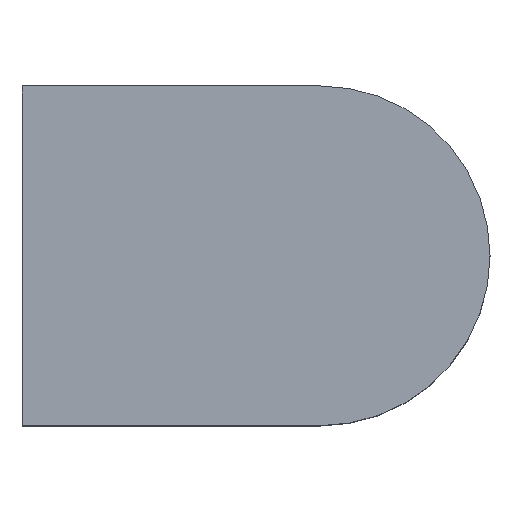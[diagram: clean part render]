
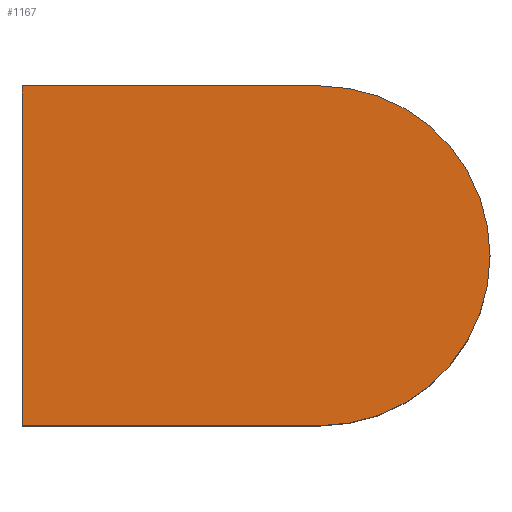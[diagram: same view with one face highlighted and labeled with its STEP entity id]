
A CAD part, top view. The second image highlights one B-rep face of the part: STEP entity #1167.
In plain terms, the highlighted face is planar.
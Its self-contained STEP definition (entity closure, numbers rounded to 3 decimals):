
#1167=ADVANCED_FACE('',(#3100),#3102,.F.);
#3100=FACE_BOUND('',#3101,.T.);
#3101=EDGE_LOOP('',(#5014,#5015,#5016,#5017));
#3102=PLANE('',#3103);
#3103=AXIS2_PLACEMENT_3D('',#3104,#3105,#3106);
#3104=CARTESIAN_POINT('',(0.,0.,0.));
#3105=DIRECTION('',(-0.,1.,0.));
#3106=DIRECTION('',(1.,0.,0.));
#5014=ORIENTED_EDGE('',*,*,#5901,.F.);
#5015=ORIENTED_EDGE('',*,*,#5902,.F.);
#5016=ORIENTED_EDGE('',*,*,#5832,.F.);
#5017=ORIENTED_EDGE('',*,*,#5900,.F.);
#5832=EDGE_CURVE('',#6507,#6509,#6510,.T.);
#5900=EDGE_CURVE('',#6633,#6507,#6635,.T.);
#5901=EDGE_CURVE('',#6636,#6633,#6637,.T.);
#5902=EDGE_CURVE('',#6509,#6636,#6638,.T.);
#6507=VERTEX_POINT('',#7839);
#6509=VERTEX_POINT('',#7843);
#6510=LINE('',#7844,#7845);
#6633=VERTEX_POINT('',#8129);
#6635=LINE('',#8133,#8134);
#6636=VERTEX_POINT('',#8136);
#6637=CIRCLE('',#8137,22.5);
#6638=LINE('',#8141,#8142);
#7839=CARTESIAN_POINT('',(0.,0.,-22.5));
#7843=CARTESIAN_POINT('',(0.,0.,22.5));
#7844=CARTESIAN_POINT('',(0.,0.,-22.5));
#7845=VECTOR('',#7846,1.);
#7846=DIRECTION('',(0.,0.,1.));
#8129=CARTESIAN_POINT('',(39.5,0.,-22.5));
#8133=CARTESIAN_POINT('',(39.5,0.,-22.5));
#8134=VECTOR('',#8135,1.);
#8135=DIRECTION('',(-1.,0.,0.));
#8136=CARTESIAN_POINT('',(39.5,0.,22.5));
#8137=AXIS2_PLACEMENT_3D('',#8138,#8139,#8140);
#8138=CARTESIAN_POINT('',(39.5,0.,0.));
#8139=DIRECTION('',(-0.,1.,0.));
#8140=DIRECTION('',(0.,0.,1.));
#8141=CARTESIAN_POINT('',(0.,0.,22.5));
#8142=VECTOR('',#8143,1.);
#8143=DIRECTION('',(1.,0.,0.));
